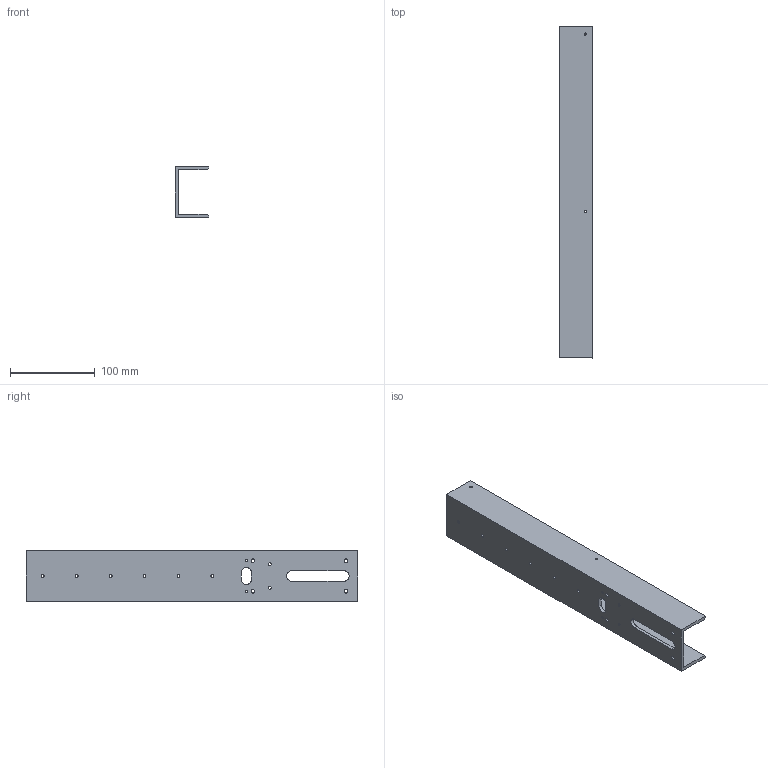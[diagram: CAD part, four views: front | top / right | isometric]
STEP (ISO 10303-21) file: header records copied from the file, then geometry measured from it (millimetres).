
FILE_DESCRIPTION(/* description */ (''),/* implementation_level */ '2;1');
FILE_NAME(/* name */ 'SL1 - 12 - Pole.stp',/* time_stamp */ '2019-05-06T08:45:31+02:00',/* author */ ('Pepa'),/* organization */ (''),/* preprocessor_version */ 'ST-DEVELOPER v17',/* originating_system */ 'Autodesk Inventor 2019',/* authorisation */ '');
FILE_SCHEMA (('AUTOMOTIVE_DESIGN { 1 0 10303 214 3 1 1 }'));
Length unit declared in the file: millimetre
Products named in the file (1): SL1 - 12 - Pole - 2777
Bounding box: 40 x 391.5 x 60 mm (x, y, z)
Volume: 193252.3 mm3; surface area: 106385.8 mm2
Topology: 1 solids, 1 shells, 57 faces, 164 edges, 110 vertices
Faces by surface type: cylinder 32, plane 25
Full cylindrical faces by diameter (mm): 2.529 x5, 2.53 x2, 3.2 x2, 3.332 x8, 4.2 x4
Entity records: 2038 total; most frequent: DIRECTION 346, CARTESIAN_POINT 332, ORIENTED_EDGE 328, EDGE_CURVE 164, AXIS2_PLACEMENT_3D 124, VERTEX_POINT 110, EDGE_LOOP 104, LINE 98
